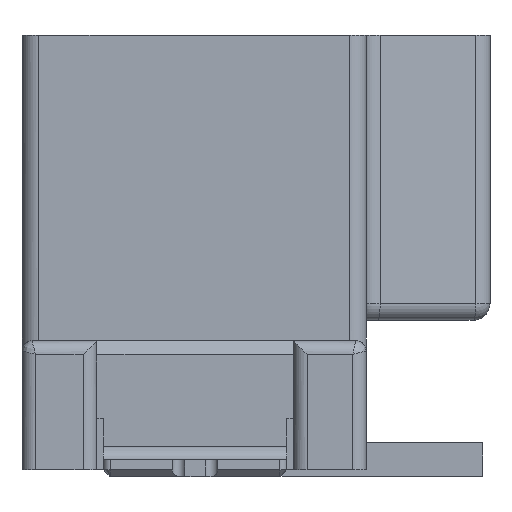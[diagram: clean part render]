
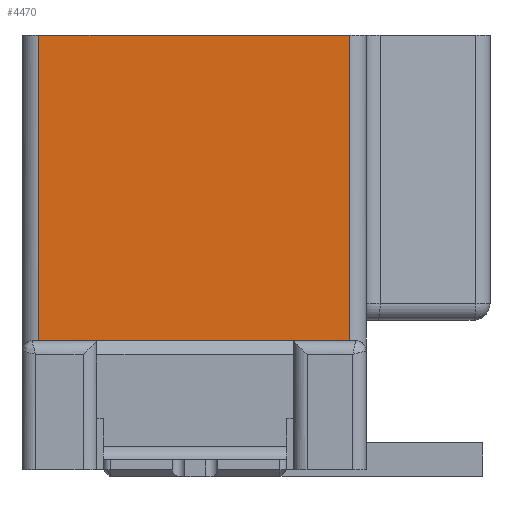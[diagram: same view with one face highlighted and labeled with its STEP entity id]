
A CAD part, left-side view. The second image highlights one B-rep face of the part: STEP entity #4470.
In plain terms, the highlighted planar face has unit normal (-1, 0, 0).
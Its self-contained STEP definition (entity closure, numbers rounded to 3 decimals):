
#92=DIRECTION('',(0.,-1.,0.));
#93=VECTOR('',#92,4.57);
#94=CARTESIAN_POINT('',(-6.16,2.285,0.));
#95=LINE('',#94,#93);
#640=DIRECTION('',(0.,0.,1.));
#641=VECTOR('',#640,4.5);
#642=CARTESIAN_POINT('',(-6.16,-2.285,-4.5));
#643=LINE('',#642,#641);
#644=DIRECTION('',(0.,-1.,0.));
#645=VECTOR('',#644,4.57);
#646=CARTESIAN_POINT('',(-6.16,2.285,-4.5));
#647=LINE('',#646,#645);
#648=DIRECTION('',(0.,0.,-1.));
#649=VECTOR('',#648,4.5);
#650=CARTESIAN_POINT('',(-6.16,2.285,0.));
#651=LINE('',#650,#649);
#2940=CARTESIAN_POINT('',(-6.16,2.285,0.));
#2942=VERTEX_POINT('',#2940);
#2943=CARTESIAN_POINT('',(-6.16,2.285,-4.5));
#2944=VERTEX_POINT('',#2943);
#3652=CARTESIAN_POINT('',(-6.16,-2.285,0.));
#3654=VERTEX_POINT('',#3652);
#3658=CARTESIAN_POINT('',(-6.16,-2.285,-4.5));
#3659=VERTEX_POINT('',#3658);
#4457=CARTESIAN_POINT('',(-6.16,2.535,0.));
#4458=DIRECTION('',(-1.,0.,0.));
#4459=DIRECTION('',(0.,-1.,0.));
#4460=AXIS2_PLACEMENT_3D('',#4457,#4458,#4459);
#4461=PLANE('',#4460);
#4463=ORIENTED_EDGE('',*,*,#4462,.F.);
#4465=ORIENTED_EDGE('',*,*,#4464,.F.);
#4466=ORIENTED_EDGE('',*,*,#4447,.F.);
#4467=ORIENTED_EDGE('',*,*,#3690,.T.);
#4468=EDGE_LOOP('',(#4463,#4465,#4466,#4467));
#4469=FACE_OUTER_BOUND('',#4468,.F.);
#3690=EDGE_CURVE('',#2942,#3654,#95,.T.);
#4447=EDGE_CURVE('',#2942,#2944,#651,.T.);
#4462=EDGE_CURVE('',#3659,#3654,#643,.T.);
#4464=EDGE_CURVE('',#2944,#3659,#647,.T.);
#4470=ADVANCED_FACE('',(#4469),#4461,.T.);
